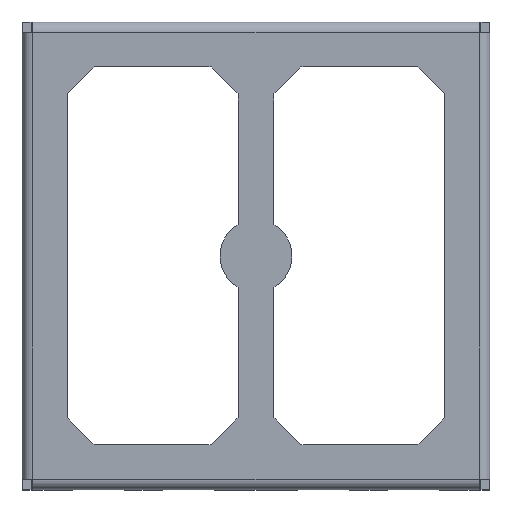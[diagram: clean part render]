
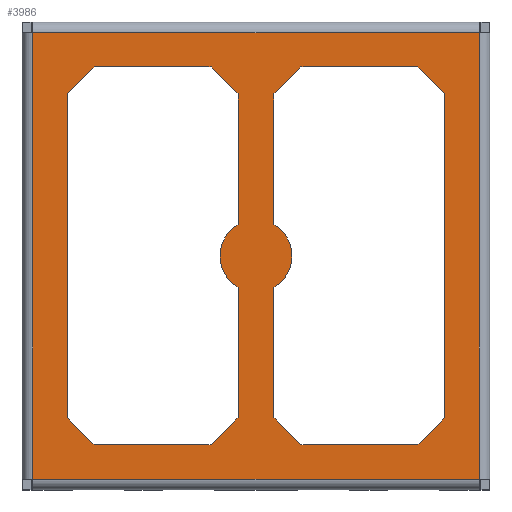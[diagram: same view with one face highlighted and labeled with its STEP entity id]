
A CAD part, top view. The second image highlights one B-rep face of the part: STEP entity #3986.
In plain terms, the highlighted planar face has unit normal (0, 0, 1).
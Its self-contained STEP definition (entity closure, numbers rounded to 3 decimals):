
#82=CIRCLE('',#4119,2.);
#145=CIRCLE('',#4263,2.);
#852=ORIENTED_EDGE('',*,*,#1325,.F.);
#853=ORIENTED_EDGE('',*,*,#1402,.T.);
#854=ORIENTED_EDGE('',*,*,#1406,.F.);
#855=ORIENTED_EDGE('',*,*,#1403,.T.);
#856=ORIENTED_EDGE('',*,*,#1241,.F.);
#857=ORIENTED_EDGE('',*,*,#1247,.F.);
#858=ORIENTED_EDGE('',*,*,#1250,.F.);
#859=ORIENTED_EDGE('',*,*,#1268,.T.);
#860=ORIENTED_EDGE('',*,*,#1276,.F.);
#861=ORIENTED_EDGE('',*,*,#1273,.T.);
#862=ORIENTED_EDGE('',*,*,#1451,.F.);
#863=ORIENTED_EDGE('',*,*,#1326,.T.);
#864=ORIENTED_EDGE('',*,*,#1471,.F.);
#865=ORIENTED_EDGE('',*,*,#1469,.T.);
#866=ORIENTED_EDGE('',*,*,#1463,.F.);
#867=ORIENTED_EDGE('',*,*,#1460,.T.);
#868=ORIENTED_EDGE('',*,*,#1472,.F.);
#869=ORIENTED_EDGE('',*,*,#1455,.T.);
#870=ORIENTED_EDGE('',*,*,#1227,.F.);
#871=ORIENTED_EDGE('',*,*,#1454,.F.);
#872=ORIENTED_EDGE('',*,*,#1196,.T.);
#873=ORIENTED_EDGE('',*,*,#1234,.T.);
#874=ORIENTED_EDGE('',*,*,#1173,.T.);
#875=ORIENTED_EDGE('',*,*,#1358,.T.);
#1173=EDGE_CURVE('',#1600,#1599,#1861,.T.);
#1196=EDGE_CURVE('',#1617,#1618,#1871,.T.);
#1227=EDGE_CURVE('',#1643,#1644,#1886,.T.);
#1234=EDGE_CURVE('',#1618,#1600,#1893,.T.);
#1241=EDGE_CURVE('',#1653,#1654,#1896,.T.);
#1247=EDGE_CURVE('',#1658,#1653,#82,.T.);
#1250=EDGE_CURVE('',#1660,#1658,#1903,.T.);
#1268=EDGE_CURVE('',#1660,#1674,#1917,.T.);
#1273=EDGE_CURVE('',#1679,#1678,#1922,.T.);
#1276=EDGE_CURVE('',#1679,#1674,#1925,.T.);
#1325=EDGE_CURVE('',#1710,#1678,#1950,.T.);
#1326=EDGE_CURVE('',#1711,#1712,#1951,.T.);
#1358=EDGE_CURVE('',#1599,#1617,#1975,.T.);
#1402=EDGE_CURVE('',#1710,#1757,#2006,.T.);
#1403=EDGE_CURVE('',#1758,#1654,#2007,.T.);
#1406=EDGE_CURVE('',#1758,#1757,#2010,.T.);
#1451=EDGE_CURVE('',#1711,#1771,#2043,.T.);
#1454=EDGE_CURVE('',#1771,#1643,#145,.T.);
#1455=EDGE_CURVE('',#1772,#1644,#2045,.T.);
#1460=EDGE_CURVE('',#1777,#1776,#2050,.T.);
#1463=EDGE_CURVE('',#1777,#1779,#2053,.T.);
#1469=EDGE_CURVE('',#1781,#1779,#2059,.T.);
#1471=EDGE_CURVE('',#1781,#1712,#2061,.T.);
#1472=EDGE_CURVE('',#1772,#1776,#2062,.T.);
#1599=VERTEX_POINT('',#5355);
#1600=VERTEX_POINT('',#5357);
#1617=VERTEX_POINT('',#5405);
#1618=VERTEX_POINT('',#5406);
#1643=VERTEX_POINT('',#5471);
#1644=VERTEX_POINT('',#5472);
#1653=VERTEX_POINT('',#5499);
#1654=VERTEX_POINT('',#5500);
#1658=VERTEX_POINT('',#5510);
#1660=VERTEX_POINT('',#5516);
#1674=VERTEX_POINT('',#5555);
#1678=VERTEX_POINT('',#5564);
#1679=VERTEX_POINT('',#5566);
#1710=VERTEX_POINT('',#5658);
#1711=VERTEX_POINT('',#5662);
#1712=VERTEX_POINT('',#5663);
#1757=VERTEX_POINT('',#5810);
#1758=VERTEX_POINT('',#5814);
#1771=VERTEX_POINT('',#5908);
#1772=VERTEX_POINT('',#5915);
#1776=VERTEX_POINT('',#5924);
#1777=VERTEX_POINT('',#5926);
#1779=VERTEX_POINT('',#5932);
#1781=VERTEX_POINT('',#5942);
#1861=LINE('',#5356,#2145);
#1871=LINE('',#5404,#2155);
#1886=LINE('',#5470,#2170);
#1893=LINE('',#5485,#2177);
#1896=LINE('',#5498,#2180);
#1903=LINE('',#5517,#2187);
#1917=LINE('',#5554,#2201);
#1922=LINE('',#5565,#2206);
#1925=LINE('',#5570,#2209);
#1950=LINE('',#5659,#2234);
#1951=LINE('',#5661,#2235);
#1975=LINE('',#5727,#2259);
#2006=LINE('',#5811,#2290);
#2007=LINE('',#5813,#2291);
#2010=LINE('',#5819,#2294);
#2043=LINE('',#5907,#2327);
#2045=LINE('',#5914,#2329);
#2050=LINE('',#5925,#2334);
#2053=LINE('',#5931,#2337);
#2059=LINE('',#5941,#2343);
#2061=LINE('',#5945,#2345);
#2062=LINE('',#5946,#2346);
#2145=VECTOR('',#4443,1000.);
#2155=VECTOR('',#4495,1000.);
#2170=VECTOR('',#4560,1000.);
#2177=VECTOR('',#4571,1000.);
#2180=VECTOR('',#4586,1000.);
#2187=VECTOR('',#4601,1000.);
#2201=VECTOR('',#4635,1000.);
#2206=VECTOR('',#4642,1000.);
#2209=VECTOR('',#4647,1000.);
#2234=VECTOR('',#4738,1000.);
#2235=VECTOR('',#4741,1000.);
#2259=VECTOR('',#4809,1000.);
#2290=VECTOR('',#4892,1000.);
#2291=VECTOR('',#4895,1000.);
#2294=VECTOR('',#4900,1000.);
#2327=VECTOR('',#5021,1000.);
#2329=VECTOR('',#5031,1000.);
#2334=VECTOR('',#5038,1000.);
#2337=VECTOR('',#5043,1000.);
#2343=VECTOR('',#5053,1000.);
#2345=VECTOR('',#5057,1000.);
#2346=VECTOR('',#5058,1000.);
#2512=EDGE_LOOP('',(#852,#853,#854,#855,#856,#857,#858,#859,#860,#861));
#2513=EDGE_LOOP('',(#862,#863,#864,#865,#866,#867,#868,#869,#870,#871));
#2514=EDGE_LOOP('',(#872,#873,#874,#875));
#2670=FACE_BOUND('',#2512,.T.);
#2671=FACE_BOUND('',#2513,.T.);
#2672=FACE_BOUND('',#2514,.T.);
#2767=PLANE('',#4269);
#3986=ADVANCED_FACE('',(#2670,#2671,#2672),#2767,.T.);
#4119=AXIS2_PLACEMENT_3D('',#5511,#4595,#4596);
#4263=AXIS2_PLACEMENT_3D('',#5912,#5027,#5028);
#4269=AXIS2_PLACEMENT_3D('',#5944,#5055,#5056);
#4443=DIRECTION('',(1.,0.,0.));
#4495=DIRECTION('',(-1.,0.,0.));
#4560=DIRECTION('',(0.,-1.,0.));
#4571=DIRECTION('',(0.,-1.,0.));
#4586=DIRECTION('',(0.,1.,0.));
#4595=DIRECTION('',(0.,0.,-1.));
#4596=DIRECTION('',(1.,0.,0.));
#4601=DIRECTION('',(0.,1.,0.));
#4635=DIRECTION('',(-0.707,-0.707,0.));
#4642=DIRECTION('',(-0.707,0.707,0.));
#4647=DIRECTION('',(1.,0.,0.));
#4738=DIRECTION('',(0.,-1.,0.));
#4741=DIRECTION('',(0.707,0.707,0.));
#4809=DIRECTION('',(0.,1.,0.));
#4892=DIRECTION('',(0.707,0.707,0.));
#4895=DIRECTION('',(0.707,-0.707,0.));
#4900=DIRECTION('',(-1.,0.,0.));
#5021=DIRECTION('',(0.,-1.,0.));
#5027=DIRECTION('',(0.,0.,-1.));
#5028=DIRECTION('',(1.,0.,0.));
#5031=DIRECTION('',(-0.707,0.707,0.));
#5038=DIRECTION('',(-0.707,-0.707,0.));
#5043=DIRECTION('',(0.,1.,0.));
#5053=DIRECTION('',(0.707,-0.707,0.));
#5055=DIRECTION('',(0.,0.,1.));
#5056=DIRECTION('',(1.,0.,0.));
#5057=DIRECTION('',(-1.,0.,0.));
#5058=DIRECTION('',(1.,0.,0.));
#5355=CARTESIAN_POINT('',(24.8,0.,0.));
#5356=CARTESIAN_POINT('',(19.8,0.,0.));
#5357=CARTESIAN_POINT('',(0.,0.,0.));
#5404=CARTESIAN_POINT('',(5.,24.8,0.));
#5405=CARTESIAN_POINT('',(24.8,24.8,0.));
#5406=CARTESIAN_POINT('',(0.,24.8,0.));
#5470=CARTESIAN_POINT('',(13.4,1.9,0.));
#5471=CARTESIAN_POINT('',(13.4,10.668,0.));
#5472=CARTESIAN_POINT('',(13.4,3.4,0.));
#5485=CARTESIAN_POINT('',(0.,10.,0.));
#5498=CARTESIAN_POINT('',(11.4,22.9,0.));
#5499=CARTESIAN_POINT('',(11.4,14.132,0.));
#5500=CARTESIAN_POINT('',(11.4,21.4,0.));
#5510=CARTESIAN_POINT('',(11.4,10.668,0.));
#5511=CARTESIAN_POINT('',(12.4,12.4,0.));
#5516=CARTESIAN_POINT('',(11.4,3.4,0.));
#5517=CARTESIAN_POINT('',(11.4,10.109,0.));
#5554=CARTESIAN_POINT('',(9.9,1.9,0.));
#5555=CARTESIAN_POINT('',(9.9,1.9,0.));
#5564=CARTESIAN_POINT('',(1.9,3.4,0.));
#5565=CARTESIAN_POINT('',(3.4,1.9,0.));
#5566=CARTESIAN_POINT('',(3.4,1.9,0.));
#5570=CARTESIAN_POINT('',(6.9,1.9,0.));
#5658=CARTESIAN_POINT('',(1.9,21.4,0.));
#5659=CARTESIAN_POINT('',(1.9,17.9,0.));
#5661=CARTESIAN_POINT('',(14.9,22.9,0.));
#5662=CARTESIAN_POINT('',(13.4,21.4,0.));
#5663=CARTESIAN_POINT('',(14.9,22.9,0.));
#5727=CARTESIAN_POINT('',(24.8,19.8,0.));
#5810=CARTESIAN_POINT('',(3.4,22.9,0.));
#5811=CARTESIAN_POINT('',(1.9,21.4,0.));
#5813=CARTESIAN_POINT('',(11.4,21.4,0.));
#5814=CARTESIAN_POINT('',(9.9,22.9,0.));
#5819=CARTESIAN_POINT('',(17.9,22.9,0.));
#5907=CARTESIAN_POINT('',(13.4,14.691,0.));
#5908=CARTESIAN_POINT('',(13.4,14.132,0.));
#5912=CARTESIAN_POINT('',(12.4,12.4,0.));
#5914=CARTESIAN_POINT('',(13.4,3.4,0.));
#5915=CARTESIAN_POINT('',(14.9,1.9,0.));
#5924=CARTESIAN_POINT('',(21.4,1.9,0.));
#5925=CARTESIAN_POINT('',(22.9,3.4,0.));
#5926=CARTESIAN_POINT('',(22.9,3.4,0.));
#5931=CARTESIAN_POINT('',(22.9,11.9,0.));
#5932=CARTESIAN_POINT('',(22.9,21.4,0.));
#5941=CARTESIAN_POINT('',(21.4,22.9,0.));
#5942=CARTESIAN_POINT('',(21.4,22.9,0.));
#5944=CARTESIAN_POINT('',(4.4,9.4,0.));
#5945=CARTESIAN_POINT('',(17.9,22.9,0.));
#5946=CARTESIAN_POINT('',(6.9,1.9,0.));
